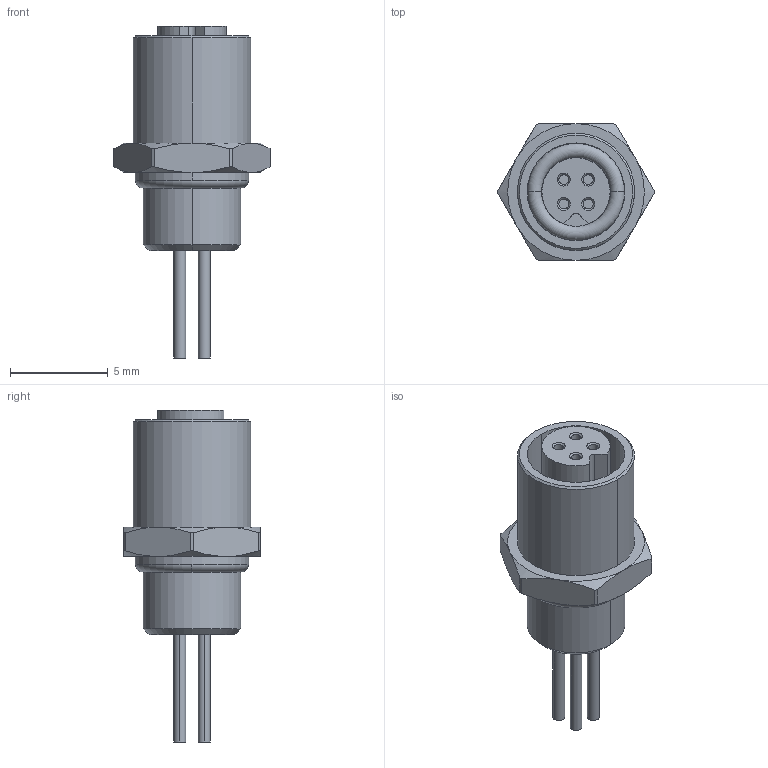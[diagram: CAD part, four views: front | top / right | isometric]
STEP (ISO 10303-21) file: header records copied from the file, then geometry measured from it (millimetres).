
FILE_DESCRIPTION(('SolidDesigner STEP Export'),'2;1');
FILE_NAME('1530618.stp','2009-02-24T14:38:53',(''),(''),'CoCreate Modeling STEP processor for AP214 (Solid Model)','CoCreate Modeling 16.00A 16-Aug-2008 (C) Parametric Technology GmbH','');
FILE_SCHEMA(('AUTOMOTIVE_DESIGN { 1 0 10303 214 1 1 1 1 }'));
Length unit declared in the file: millimetre
Products named in the file (2): 1530618
Assembly tree (1 placements, depth 2):
  1530618
    1530618
Bounding box: 8 x 7 x 17 mm (x, y, z)
Volume: 266.9 mm3; surface area: 468.9 mm2
Topology: 1 solids, 1 shells, 87 faces, 189 edges, 118 vertices
Faces by surface type: cylinder 35, cone 24, plane 24, torus 4
Entity records: 2083 total; most frequent: ORIENTED_EDGE 378, CARTESIAN_POINT 377, DIRECTION 315, EDGE_CURVE 189, AXIS2_PLACEMENT_3D 128, VERTEX_POINT 118, EDGE_LOOP 101, FACE_OUTER_BOUND 87
